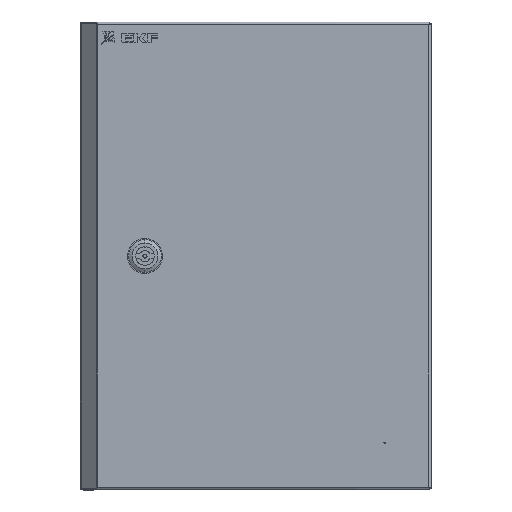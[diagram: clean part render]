
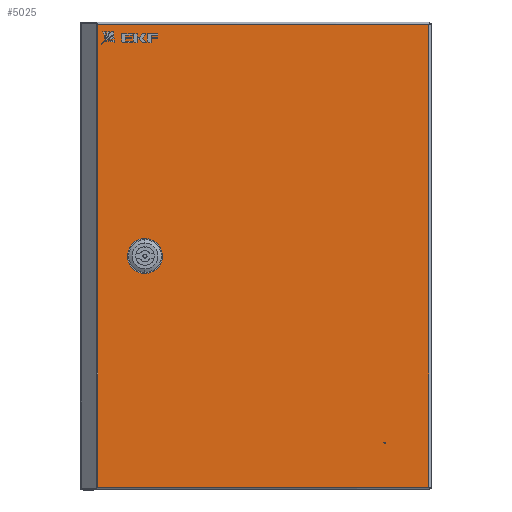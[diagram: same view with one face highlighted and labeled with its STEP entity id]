
A CAD part, top view. The second image highlights one B-rep face of the part: STEP entity #5025.
In plain terms, the highlighted face is planar.
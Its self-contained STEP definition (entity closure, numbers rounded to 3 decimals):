
#362 = CARTESIAN_POINT ( 'NONE',  ( -2.154, 0., 0.75 ) ) ;
#513 = EDGE_CURVE ( 'NONE', #13711, #13632, #12238, .T. ) ;
#717 = LINE ( 'NONE', #1144, #15757 ) ;
#775 = EDGE_CURVE ( 'NONE', #23641, #12923, #14595, .T. ) ;
#794 = EDGE_CURVE ( 'NONE', #13839, #1179, #717, .T. ) ;
#1144 = CARTESIAN_POINT ( 'NONE',  ( 31., 0., 205. ) ) ;
#1179 = VERTEX_POINT ( 'NONE', #12890 ) ;
#1334 = AXIS2_PLACEMENT_3D ( 'NONE', #16727, #18646, #7377 ) ;
#1551 = DIRECTION ( 'NONE',  ( 0., -1., 0. ) ) ;
#1665 = PLANE ( 'NONE',  #1334 ) ;
#1710 = CARTESIAN_POINT ( 'NONE',  ( 246., 0., 39.25 ) ) ;
#1996 = CARTESIAN_POINT ( 'NONE',  ( 284., 0., 396.75 ) ) ;
#2381 = LINE ( 'NONE', #362, #11847 ) ;
#2464 = ORIENTED_EDGE ( 'NONE', *, *, #14927, .T. ) ;
#2715 = ORIENTED_EDGE ( 'NONE', *, *, #22889, .F. ) ;
#2772 = EDGE_CURVE ( 'NONE', #14249, #4155, #2381, .T. ) ;
#3268 = DIRECTION ( 'NONE',  ( 0., 1., 0. ) ) ;
#3560 = CARTESIAN_POINT ( 'NONE',  ( 31., 0., 205. ) ) ;
#3626 = EDGE_CURVE ( 'NONE', #24478, #13839, #19433, .T. ) ;
#3633 = CARTESIAN_POINT ( 'NONE',  ( 284., 0., 397.5 ) ) ;
#3666 = EDGE_CURVE ( 'NONE', #1179, #13711, #3859, .T. ) ;
#3859 = CIRCLE ( 'NONE', #19785, 3.5 ) ;
#4042 = VECTOR ( 'NONE', #21726, 1000. ) ;
#4155 = VERTEX_POINT ( 'NONE', #13136 ) ;
#4437 = EDGE_CURVE ( 'NONE', #13337, #4155, #6782, .T. ) ;
#4666 = DIRECTION ( 'NONE',  ( 0., 0., -1. ) ) ;
#4745 = CIRCLE ( 'NONE', #6410, 0.5 ) ;
#5025 = ADVANCED_FACE ( 'NONE', ( #22663, #17604, #8226 ), #1665, .T. ) ;
#5061 = CARTESIAN_POINT ( 'NONE',  ( 34.5, 0., 189. ) ) ;
#5181 = DIRECTION ( 'NONE',  ( 0., -1., 0. ) ) ;
#5820 = VECTOR ( 'NONE', #6775, 1000. ) ;
#5852 = CARTESIAN_POINT ( 'NONE',  ( 34.5, 0., 205. ) ) ;
#5908 = CARTESIAN_POINT ( 'NONE',  ( 47., 0., 208.5 ) ) ;
#6123 = EDGE_CURVE ( 'NONE', #13337, #13063, #20824, .T. ) ;
#6268 = CIRCLE ( 'NONE', #11575, 3.5 ) ;
#6410 = AXIS2_PLACEMENT_3D ( 'NONE', #14547, #3268, #16422 ) ;
#6715 = DIRECTION ( 'NONE',  ( 0., 1., 0. ) ) ;
#6775 = DIRECTION ( 'NONE',  ( -1., 0., 0. ) ) ;
#6782 = LINE ( 'NONE', #3633, #11796 ) ;
#7377 = DIRECTION ( 'NONE',  ( 0., 0., -1. ) ) ;
#7470 = LINE ( 'NONE', #14068, #11299 ) ;
#7733 = DIRECTION ( 'NONE',  ( 0., 0., -1. ) ) ;
#7823 = DIRECTION ( 'NONE',  ( 0., -1., 0. ) ) ;
#7921 = ORIENTED_EDGE ( 'NONE', *, *, #513, .F. ) ;
#8226 = FACE_OUTER_BOUND ( 'NONE', #11978, .T. ) ;
#8372 = CARTESIAN_POINT ( 'NONE',  ( 246., 0., 38.75 ) ) ;
#8417 = CARTESIAN_POINT ( 'NONE',  ( 0.785, 0., 0.75 ) ) ;
#8894 = ORIENTED_EDGE ( 'NONE', *, *, #2772, .T. ) ;
#9159 = ORIENTED_EDGE ( 'NONE', *, *, #6123, .T. ) ;
#9346 = AXIS2_PLACEMENT_3D ( 'NONE', #8372, #6715, #23417 ) ;
#9352 = DIRECTION ( 'NONE',  ( 1., 0., 0. ) ) ;
#9545 = EDGE_CURVE ( 'NONE', #15051, #24176, #17338, .T. ) ;
#10079 = CARTESIAN_POINT ( 'NONE',  ( 50.5, 0., 205. ) ) ;
#10096 = CARTESIAN_POINT ( 'NONE',  ( 34.5, 0., 208.5 ) ) ;
#10411 = ORIENTED_EDGE ( 'NONE', *, *, #4437, .F. ) ;
#10822 = LINE ( 'NONE', #23092, #20834 ) ;
#10939 = CARTESIAN_POINT ( 'NONE',  ( 50.5, 0., 205. ) ) ;
#11114 = CARTESIAN_POINT ( 'NONE',  ( 50.5, 0., 192.5 ) ) ;
#11299 = VECTOR ( 'NONE', #15942, 1000. ) ;
#11520 = ORIENTED_EDGE ( 'NONE', *, *, #14208, .F. ) ;
#11575 = AXIS2_PLACEMENT_3D ( 'NONE', #16406, #5181, #18300 ) ;
#11796 = VECTOR ( 'NONE', #16757, 1000. ) ;
#11818 = DIRECTION ( 'NONE',  ( 0., 0., -1. ) ) ;
#11847 = VECTOR ( 'NONE', #9352, 1000. ) ;
#11978 = EDGE_LOOP ( 'NONE', ( #18312, #8894, #10411, #9159 ) ) ;
#12238 = LINE ( 'NONE', #14163, #4042 ) ;
#12273 = CARTESIAN_POINT ( 'NONE',  ( 47., 0., 189. ) ) ;
#12336 = VECTOR ( 'NONE', #23242, 1000. ) ;
#12350 = CARTESIAN_POINT ( 'NONE',  ( 284., 0., 396.75 ) ) ;
#12853 = CARTESIAN_POINT ( 'NONE',  ( 47., 0., 205. ) ) ;
#12890 = CARTESIAN_POINT ( 'NONE',  ( 31., 0., 192.5 ) ) ;
#12923 = VERTEX_POINT ( 'NONE', #19569 ) ;
#13063 = VERTEX_POINT ( 'NONE', #17960 ) ;
#13136 = CARTESIAN_POINT ( 'NONE',  ( 284., 0., 0.75 ) ) ;
#13202 = EDGE_LOOP ( 'NONE', ( #22302, #13806, #23375, #11520, #21889, #21749, #2715, #7921 ) ) ;
#13337 = VERTEX_POINT ( 'NONE', #1996 ) ;
#13632 = VERTEX_POINT ( 'NONE', #12273 ) ;
#13711 = VERTEX_POINT ( 'NONE', #5061 ) ;
#13806 = ORIENTED_EDGE ( 'NONE', *, *, #794, .F. ) ;
#13839 = VERTEX_POINT ( 'NONE', #3560 ) ;
#14068 = CARTESIAN_POINT ( 'NONE',  ( 34.5, 0., 208.5 ) ) ;
#14163 = CARTESIAN_POINT ( 'NONE',  ( 34.5, 0., 189. ) ) ;
#14208 = EDGE_CURVE ( 'NONE', #23111, #24478, #7470, .T. ) ;
#14249 = VERTEX_POINT ( 'NONE', #8417 ) ;
#14265 = AXIS2_PLACEMENT_3D ( 'NONE', #12853, #1551, #14746 ) ;
#14547 = CARTESIAN_POINT ( 'NONE',  ( 246., 0., 38.75 ) ) ;
#14595 = CIRCLE ( 'NONE', #9346, 0.5 ) ;
#14746 = DIRECTION ( 'NONE',  ( 0., 0., 1. ) ) ;
#14927 = EDGE_CURVE ( 'NONE', #12923, #23641, #4745, .T. ) ;
#15051 = VERTEX_POINT ( 'NONE', #11114 ) ;
#15757 = VECTOR ( 'NONE', #4666, 1000. ) ;
#15942 = DIRECTION ( 'NONE',  ( -1., 0., 0. ) ) ;
#16406 = CARTESIAN_POINT ( 'NONE',  ( 47., 0., 192.5 ) ) ;
#16422 = DIRECTION ( 'NONE',  ( 0., 0., 1. ) ) ;
#16727 = CARTESIAN_POINT ( 'NONE',  ( 0., 0., 397.5 ) ) ;
#16757 = DIRECTION ( 'NONE',  ( 0., 0., -1. ) ) ;
#17068 = ORIENTED_EDGE ( 'NONE', *, *, #775, .T. ) ;
#17118 = EDGE_CURVE ( 'NONE', #13063, #14249, #10822, .T. ) ;
#17254 = AXIS2_PLACEMENT_3D ( 'NONE', #5852, #18984, #7733 ) ;
#17338 = LINE ( 'NONE', #10079, #12336 ) ;
#17604 = FACE_BOUND ( 'NONE', #13202, .T. ) ;
#17960 = CARTESIAN_POINT ( 'NONE',  ( 0.785, 0., 396.75 ) ) ;
#18300 = DIRECTION ( 'NONE',  ( 0., 0., -1. ) ) ;
#18312 = ORIENTED_EDGE ( 'NONE', *, *, #17118, .T. ) ;
#18646 = DIRECTION ( 'NONE',  ( 0., -1., 0. ) ) ;
#18984 = DIRECTION ( 'NONE',  ( 0., -1., 0. ) ) ;
#19073 = CARTESIAN_POINT ( 'NONE',  ( 34.5, 0., 192.5 ) ) ;
#19433 = CIRCLE ( 'NONE', #17254, 3.5 ) ;
#19569 = CARTESIAN_POINT ( 'NONE',  ( 246., 0., 38.25 ) ) ;
#19785 = AXIS2_PLACEMENT_3D ( 'NONE', #19073, #7823, #20969 ) ;
#20824 = LINE ( 'NONE', #12350, #5820 ) ;
#20834 = VECTOR ( 'NONE', #11818, 1000. ) ;
#20969 = DIRECTION ( 'NONE',  ( 0., 0., -1. ) ) ;
#21132 = EDGE_LOOP ( 'NONE', ( #17068, #2464 ) ) ;
#21726 = DIRECTION ( 'NONE',  ( 1., 0., 0. ) ) ;
#21749 = ORIENTED_EDGE ( 'NONE', *, *, #9545, .F. ) ;
#21889 = ORIENTED_EDGE ( 'NONE', *, *, #23553, .F. ) ;
#22302 = ORIENTED_EDGE ( 'NONE', *, *, #3666, .F. ) ;
#22663 = FACE_BOUND ( 'NONE', #21132, .T. ) ;
#22889 = EDGE_CURVE ( 'NONE', #13632, #15051, #6268, .T. ) ;
#23092 = CARTESIAN_POINT ( 'NONE',  ( 0.785, 0., 397.5 ) ) ;
#23111 = VERTEX_POINT ( 'NONE', #5908 ) ;
#23242 = DIRECTION ( 'NONE',  ( 0., 0., 1. ) ) ;
#23375 = ORIENTED_EDGE ( 'NONE', *, *, #3626, .F. ) ;
#23417 = DIRECTION ( 'NONE',  ( 0., 0., 1. ) ) ;
#23553 = EDGE_CURVE ( 'NONE', #24176, #23111, #24481, .T. ) ;
#23641 = VERTEX_POINT ( 'NONE', #1710 ) ;
#24176 = VERTEX_POINT ( 'NONE', #10939 ) ;
#24478 = VERTEX_POINT ( 'NONE', #10096 ) ;
#24481 = CIRCLE ( 'NONE', #14265, 3.5 ) ;
